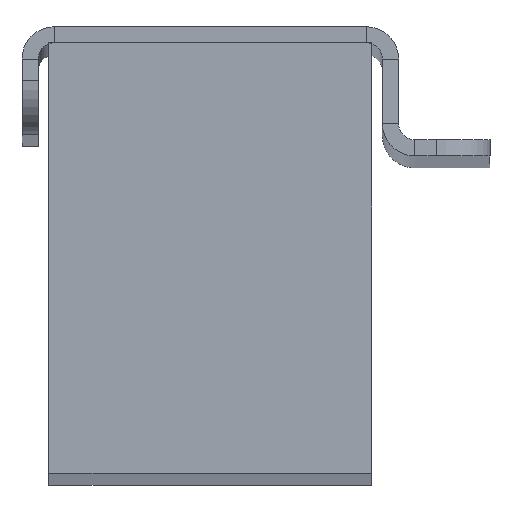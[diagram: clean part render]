
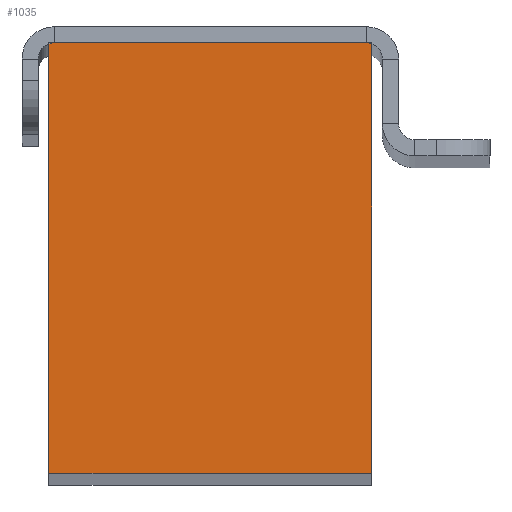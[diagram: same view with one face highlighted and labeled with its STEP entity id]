
A CAD part, top view. The second image highlights one B-rep face of the part: STEP entity #1035.
In plain terms, the highlighted planar face has unit normal (0, 0, 1).
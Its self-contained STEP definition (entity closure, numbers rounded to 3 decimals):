
#74 = CARTESIAN_POINT ( 'NONE',  ( 40., -15., 321. ) ) ;
#77 = VECTOR ( 'NONE', #1046, 1000. ) ;
#154 = ORIENTED_EDGE ( 'NONE', *, *, #913, .F. ) ;
#172 = VECTOR ( 'NONE', #1248, 1000. ) ;
#174 = LINE ( 'NONE', #1243, #77 ) ;
#192 = EDGE_LOOP ( 'NONE', ( #749, #154, #813, #1114 ) ) ;
#203 = CARTESIAN_POINT ( 'NONE',  ( 0., 15., 321. ) ) ;
#253 = CARTESIAN_POINT ( 'NONE',  ( 40., 15., 321. ) ) ;
#339 = EDGE_CURVE ( 'NONE', #1007, #590, #1322, .T. ) ;
#450 = VERTEX_POINT ( 'NONE', #1053 ) ;
#456 = EDGE_CURVE ( 'NONE', #1007, #450, #1158, .T. ) ;
#476 = EDGE_CURVE ( 'NONE', #590, #591, #174, .T. ) ;
#539 = FACE_OUTER_BOUND ( 'NONE', #192, .T. ) ;
#590 = VERTEX_POINT ( 'NONE', #203 ) ;
#591 = VERTEX_POINT ( 'NONE', #1070 ) ;
#624 = CARTESIAN_POINT ( 'NONE',  ( 40., 15., 321. ) ) ;
#634 = DIRECTION ( 'NONE',  ( 0., 0., -1. ) ) ;
#705 = LINE ( 'NONE', #1341, #746 ) ;
#743 = PLANE ( 'NONE',  #873 ) ;
#746 = VECTOR ( 'NONE', #1142, 1000. ) ;
#749 = ORIENTED_EDGE ( 'NONE', *, *, #476, .T. ) ;
#793 = DIRECTION ( 'NONE',  ( -1., 0., 0. ) ) ;
#813 = ORIENTED_EDGE ( 'NONE', *, *, #456, .F. ) ;
#873 = AXIS2_PLACEMENT_3D ( 'NONE', #74, #634, #941 ) ;
#913 = EDGE_CURVE ( 'NONE', #450, #591, #705, .T. ) ;
#941 = DIRECTION ( 'NONE',  ( -1., 0., 0. ) ) ;
#1007 = VERTEX_POINT ( 'NONE', #624 ) ;
#1035 = ADVANCED_FACE ( 'NONE', ( #539 ), #743, .F. ) ;
#1046 = DIRECTION ( 'NONE',  ( 0., -1., 0. ) ) ;
#1053 = CARTESIAN_POINT ( 'NONE',  ( 40., -15., 321. ) ) ;
#1070 = CARTESIAN_POINT ( 'NONE',  ( 0., -15., 321. ) ) ;
#1114 = ORIENTED_EDGE ( 'NONE', *, *, #339, .T. ) ;
#1142 = DIRECTION ( 'NONE',  ( -1., 0., 0. ) ) ;
#1158 = LINE ( 'NONE', #1362, #172 ) ;
#1243 = CARTESIAN_POINT ( 'NONE',  ( 0., -15., 321. ) ) ;
#1248 = DIRECTION ( 'NONE',  ( 0., -1., 0. ) ) ;
#1322 = LINE ( 'NONE', #253, #1387 ) ;
#1341 = CARTESIAN_POINT ( 'NONE',  ( 40., -15., 321. ) ) ;
#1362 = CARTESIAN_POINT ( 'NONE',  ( 40., -15., 321. ) ) ;
#1387 = VECTOR ( 'NONE', #793, 1000. ) ;
